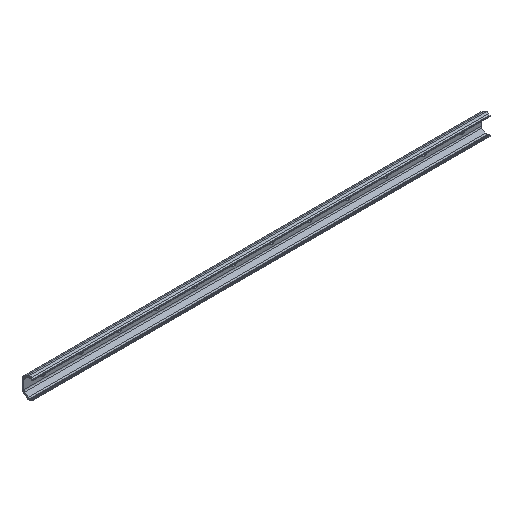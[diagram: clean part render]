
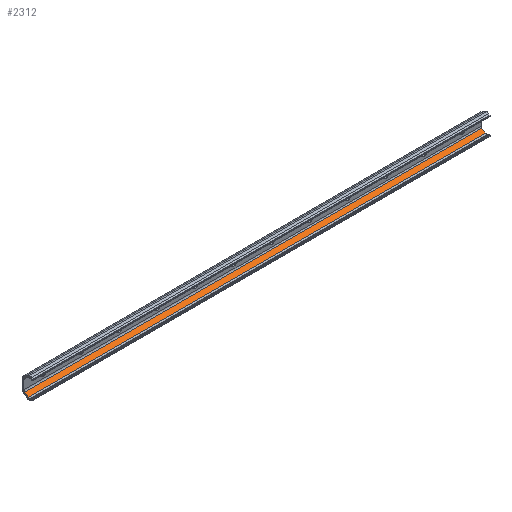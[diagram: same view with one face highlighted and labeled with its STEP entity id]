
A CAD part, isometric view. The second image highlights one B-rep face of the part: STEP entity #2312.
In plain terms, the highlighted planar face has unit normal (0, -0.574, 0.819).
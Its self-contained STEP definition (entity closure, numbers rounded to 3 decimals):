
#12 = DIRECTION ( 'NONE',  ( -1., 0., 0. ) ) ;
#51 = ORIENTED_EDGE ( 'NONE', *, *, #360, .F. ) ;
#125 = CARTESIAN_POINT ( 'NONE',  ( -480., -9.204, -17.862 ) ) ;
#156 = AXIS2_PLACEMENT_3D ( 'NONE', #1788, #2594, #704 ) ;
#177 = EDGE_CURVE ( 'NONE', #714, #2216, #1507, .T. ) ;
#219 = VERTEX_POINT ( 'NONE', #844 ) ;
#289 = VECTOR ( 'NONE', #688, 1000. ) ;
#360 = EDGE_CURVE ( 'NONE', #219, #1775, #2580, .T. ) ;
#376 = ORIENTED_EDGE ( 'NONE', *, *, #177, .T. ) ;
#529 = VECTOR ( 'NONE', #2627, 1000. ) ;
#535 = VECTOR ( 'NONE', #12, 1000. ) ;
#688 = DIRECTION ( 'NONE',  ( -1., 0., 0. ) ) ;
#704 = DIRECTION ( 'NONE',  ( 0., 0.819, 0.574 ) ) ;
#714 = VERTEX_POINT ( 'NONE', #2625 ) ;
#720 = FACE_OUTER_BOUND ( 'NONE', #1163, .T. ) ;
#844 = CARTESIAN_POINT ( 'NONE',  ( 480., -9.204, -17.862 ) ) ;
#1052 = CARTESIAN_POINT ( 'NONE',  ( 480., -1.706, -12.612 ) ) ;
#1088 = VECTOR ( 'NONE', #2524, 1000. ) ;
#1114 = PLANE ( 'NONE',  #156 ) ;
#1163 = EDGE_LOOP ( 'NONE', ( #2399, #51, #2212, #376 ) ) ;
#1416 = CARTESIAN_POINT ( 'NONE',  ( -480., -1.706, -12.612 ) ) ;
#1507 = LINE ( 'NONE', #1052, #535 ) ;
#1520 = CARTESIAN_POINT ( 'NONE',  ( 480., -9.204, -17.862 ) ) ;
#1557 = EDGE_CURVE ( 'NONE', #2216, #1775, #2436, .T. ) ;
#1681 = LINE ( 'NONE', #1520, #1088 ) ;
#1775 = VERTEX_POINT ( 'NONE', #1967 ) ;
#1788 = CARTESIAN_POINT ( 'NONE',  ( 480., -9.204, -17.862 ) ) ;
#1967 = CARTESIAN_POINT ( 'NONE',  ( -480., -9.204, -17.862 ) ) ;
#1989 = CARTESIAN_POINT ( 'NONE',  ( 480., -9.204, -17.862 ) ) ;
#2212 = ORIENTED_EDGE ( 'NONE', *, *, #2515, .F. ) ;
#2216 = VERTEX_POINT ( 'NONE', #1416 ) ;
#2312 = ADVANCED_FACE ( 'NONE', ( #720 ), #1114, .F. ) ;
#2399 = ORIENTED_EDGE ( 'NONE', *, *, #1557, .T. ) ;
#2436 = LINE ( 'NONE', #125, #529 ) ;
#2515 = EDGE_CURVE ( 'NONE', #714, #219, #1681, .T. ) ;
#2524 = DIRECTION ( 'NONE',  ( 0., -0.819, -0.574 ) ) ;
#2580 = LINE ( 'NONE', #1989, #289 ) ;
#2594 = DIRECTION ( 'NONE',  ( 0., 0.574, -0.819 ) ) ;
#2625 = CARTESIAN_POINT ( 'NONE',  ( 480., -1.706, -12.612 ) ) ;
#2627 = DIRECTION ( 'NONE',  ( 0., -0.819, -0.574 ) ) ;
